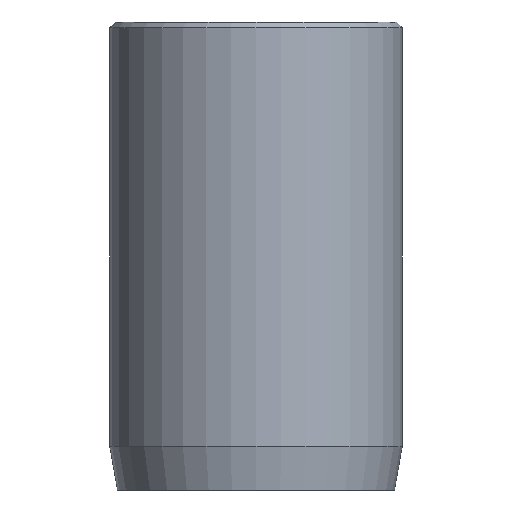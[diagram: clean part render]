
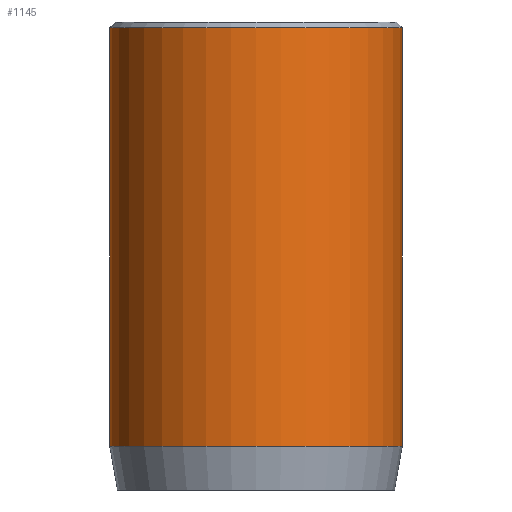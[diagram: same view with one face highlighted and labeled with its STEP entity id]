
A CAD part, front view. The second image highlights one B-rep face of the part: STEP entity #1145.
In plain terms, the highlighted cylindrical face has radius 5 mm (diameter 10 mm), a partial arc.
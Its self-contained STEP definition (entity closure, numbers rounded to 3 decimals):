
#66 = EDGE_LOOP ( 'NONE', ( #1150, #919, #835, #497 ) ) ;
#78 = DIRECTION ( 'NONE',  ( 0., 0., -1. ) ) ;
#93 = CYLINDRICAL_SURFACE ( 'NONE', #1045, 5. ) ;
#112 = DIRECTION ( 'NONE',  ( 1., 0., 0. ) ) ;
#141 = CARTESIAN_POINT ( 'NONE',  ( 5., 0., 16. ) ) ;
#146 = DIRECTION ( 'NONE',  ( 0., 0., -1. ) ) ;
#170 = VERTEX_POINT ( 'NONE', #1043 ) ;
#176 = LINE ( 'NONE', #950, #902 ) ;
#198 = DIRECTION ( 'NONE',  ( 0., 0., 1. ) ) ;
#229 = DIRECTION ( 'NONE',  ( 0., 0., -1. ) ) ;
#245 = VERTEX_POINT ( 'NONE', #992 ) ;
#260 = EDGE_CURVE ( 'NONE', #1209, #1084, #448, .T. ) ;
#270 = CARTESIAN_POINT ( 'NONE',  ( 0., 0., 15.8 ) ) ;
#279 = EDGE_CURVE ( 'NONE', #1084, #170, #176, .T. ) ;
#297 = DIRECTION ( 'NONE',  ( 0., 0., -1. ) ) ;
#327 = AXIS2_PLACEMENT_3D ( 'NONE', #270, #229, #112 ) ;
#370 = CIRCLE ( 'NONE', #995, 5. ) ;
#448 = CIRCLE ( 'NONE', #327, 5. ) ;
#484 = EDGE_CURVE ( 'NONE', #1209, #245, #732, .T. ) ;
#493 = VECTOR ( 'NONE', #146, 1000. ) ;
#497 = ORIENTED_EDGE ( 'NONE', *, *, #1147, .T. ) ;
#732 = LINE ( 'NONE', #141, #493 ) ;
#769 = CARTESIAN_POINT ( 'NONE',  ( 0., 0., 1.5 ) ) ;
#835 = ORIENTED_EDGE ( 'NONE', *, *, #279, .T. ) ;
#843 = CARTESIAN_POINT ( 'NONE',  ( -5., 0., 15.8 ) ) ;
#854 = FACE_OUTER_BOUND ( 'NONE', #66, .T. ) ;
#860 = DIRECTION ( 'NONE',  ( 1., 0., 0. ) ) ;
#871 = CARTESIAN_POINT ( 'NONE',  ( 5., 0., 15.8 ) ) ;
#902 = VECTOR ( 'NONE', #78, 1000. ) ;
#919 = ORIENTED_EDGE ( 'NONE', *, *, #260, .T. ) ;
#947 = DIRECTION ( 'NONE',  ( -1., 0., 0. ) ) ;
#950 = CARTESIAN_POINT ( 'NONE',  ( -5., 0., 16. ) ) ;
#992 = CARTESIAN_POINT ( 'NONE',  ( 5., 0., 1.5 ) ) ;
#995 = AXIS2_PLACEMENT_3D ( 'NONE', #769, #198, #860 ) ;
#1037 = CARTESIAN_POINT ( 'NONE',  ( 0., 0., 16. ) ) ;
#1043 = CARTESIAN_POINT ( 'NONE',  ( -5., 0., 1.5 ) ) ;
#1045 = AXIS2_PLACEMENT_3D ( 'NONE', #1037, #297, #947 ) ;
#1084 = VERTEX_POINT ( 'NONE', #843 ) ;
#1145 = ADVANCED_FACE ( 'NONE', ( #854 ), #93, .T. ) ;
#1147 = EDGE_CURVE ( 'NONE', #170, #245, #370, .T. ) ;
#1150 = ORIENTED_EDGE ( 'NONE', *, *, #484, .F. ) ;
#1209 = VERTEX_POINT ( 'NONE', #871 ) ;
